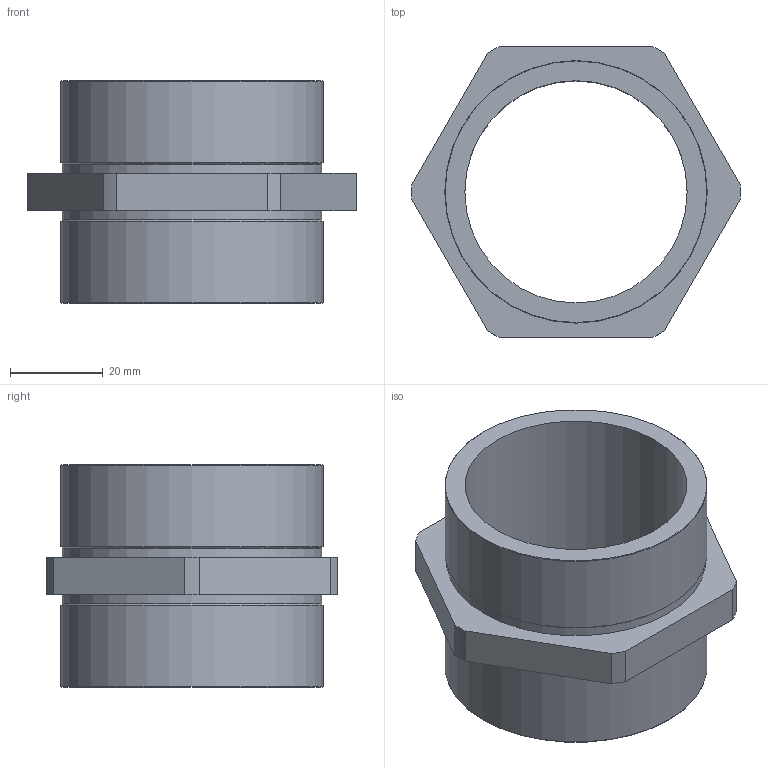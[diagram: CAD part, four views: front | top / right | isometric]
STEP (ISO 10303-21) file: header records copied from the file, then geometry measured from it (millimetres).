
FILE_DESCRIPTION(( 'RX.12.200.200.STP' ), '1');
FILE_NAME( 'RX.12.200.200.STP', '2018-10-10T10:53:21',( 'Sopra'),('sopra-pneumatic.com'), 'SwSTEP 2.0','SolidWorks 2009','' );
FILE_SCHEMA (('AUTOMOTIVE_DESIGN { 1 0 10303 214 1 1 1 1 }'));
Length unit declared in the file: millimetre
Bounding box: 70.99 x 63 x 48 mm (x, y, z)
Volume: 41163.1 mm3; surface area: 19454 mm2
Topology: 1 solids, 1 shells, 25 faces, 60 edges, 39 vertices
Faces by surface type: cylinder 11, plane 10, cone 4
Full cylindrical faces by diameter (mm): 48 x1, 56 x2, 56.656 x2
Entity records: 1164 total; most frequent: DIRECTION 122, CARTESIAN_POINT 109, PRESENTATION_STYLE_ASSIGNMENT 97, COLOUR_RGB 97, DRAUGHTING_PRE_DEFINED_CURVE_FONT 96, CURVE_STYLE 96, OVER_RIDING_STYLED_ITEM 96, ORIENTED_EDGE 96
